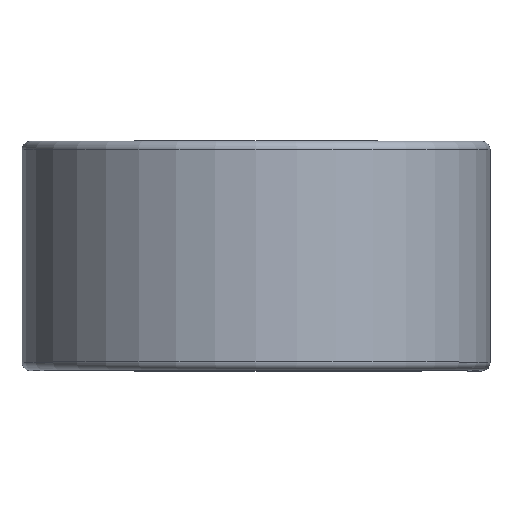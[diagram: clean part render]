
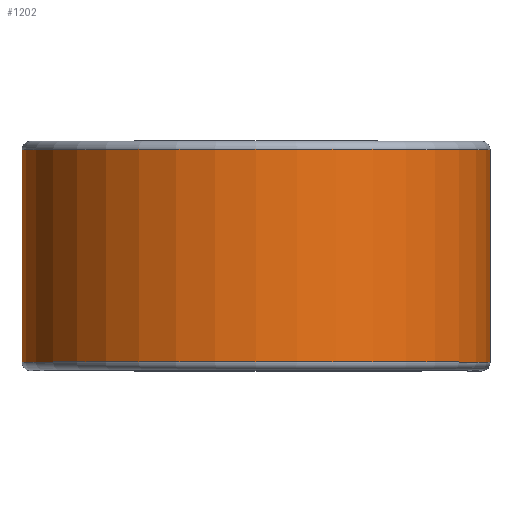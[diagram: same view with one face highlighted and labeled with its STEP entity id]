
A CAD part, top view. The second image highlights one B-rep face of the part: STEP entity #1202.
In plain terms, the highlighted cylindrical face has radius 21.057 mm (diameter 42.113 mm), a partial arc.
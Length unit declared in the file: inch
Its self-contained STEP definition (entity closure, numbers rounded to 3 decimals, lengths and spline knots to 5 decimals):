
#15 = VERTEX_POINT ( 'NONE', #1300 ) ;
#19 = EDGE_CURVE ( 'NONE', #547, #15, #218, .T. ) ;
#183 = CARTESIAN_POINT ( 'NONE',  ( 0., 0.37625, -0.829 ) ) ;
#204 = DIRECTION ( 'NONE',  ( 0., 0., -1. ) ) ;
#218 = CIRCLE ( 'NONE', #1712, 0.829 ) ;
#275 = VECTOR ( 'NONE', #1875, 39.37008 ) ;
#279 = LINE ( 'NONE', #183, #275 ) ;
#282 = ORIENTED_EDGE ( 'NONE', *, *, #2039, .F. ) ;
#291 = CARTESIAN_POINT ( 'NONE',  ( 0., 0.375, 0. ) ) ;
#417 = ORIENTED_EDGE ( 'NONE', *, *, #19, .F. ) ;
#465 = VERTEX_POINT ( 'NONE', #1122 ) ;
#547 = VERTEX_POINT ( 'NONE', #561 ) ;
#561 = CARTESIAN_POINT ( 'NONE',  ( 0.829, -0.37625, 0. ) ) ;
#611 = CARTESIAN_POINT ( 'NONE',  ( 0., -0.37625, 0. ) ) ;
#631 = EDGE_LOOP ( 'NONE', ( #707, #1636, #282, #417 ) ) ;
#637 = AXIS2_PLACEMENT_3D ( 'NONE', #291, #1232, #1614 ) ;
#646 = DIRECTION ( 'NONE',  ( 0., 1., 0. ) ) ;
#675 = CARTESIAN_POINT ( 'NONE',  ( 0., 0.37625, 0. ) ) ;
#707 = ORIENTED_EDGE ( 'NONE', *, *, #2356, .T. ) ;
#794 = EDGE_CURVE ( 'NONE', #465, #2268, #1338, .T. ) ;
#868 = DIRECTION ( 'NONE',  ( 0., 0., -1. ) ) ;
#1122 = CARTESIAN_POINT ( 'NONE',  ( 0.829, 0.37625, 0. ) ) ;
#1202 = ADVANCED_FACE ( 'NONE', ( #2031 ), #2144, .T. ) ;
#1232 = DIRECTION ( 'NONE',  ( 0., -1., 0. ) ) ;
#1300 = CARTESIAN_POINT ( 'NONE',  ( 0., -0.37625, -0.829 ) ) ;
#1338 = CIRCLE ( 'NONE', #1366, 0.829 ) ;
#1366 = AXIS2_PLACEMENT_3D ( 'NONE', #675, #1967, #868 ) ;
#1546 = CARTESIAN_POINT ( 'NONE',  ( 0., 0.37625, -0.829 ) ) ;
#1614 = DIRECTION ( 'NONE',  ( 0., 0., -1. ) ) ;
#1636 = ORIENTED_EDGE ( 'NONE', *, *, #794, .T. ) ;
#1712 = AXIS2_PLACEMENT_3D ( 'NONE', #611, #2161, #204 ) ;
#1875 = DIRECTION ( 'NONE',  ( 0., 1., 0. ) ) ;
#1936 = VECTOR ( 'NONE', #646, 39.37008 ) ;
#1967 = DIRECTION ( 'NONE',  ( 0., -1., 0. ) ) ;
#2031 = FACE_OUTER_BOUND ( 'NONE', #631, .T. ) ;
#2039 = EDGE_CURVE ( 'NONE', #15, #2268, #279, .T. ) ;
#2061 = LINE ( 'NONE', #2378, #1936 ) ;
#2144 = CYLINDRICAL_SURFACE ( 'NONE', #637, 0.829 ) ;
#2161 = DIRECTION ( 'NONE',  ( 0., -1., 0. ) ) ;
#2268 = VERTEX_POINT ( 'NONE', #1546 ) ;
#2356 = EDGE_CURVE ( 'NONE', #547, #465, #2061, .T. ) ;
#2378 = CARTESIAN_POINT ( 'NONE',  ( 0.829, 0.37625, 0. ) ) ;
